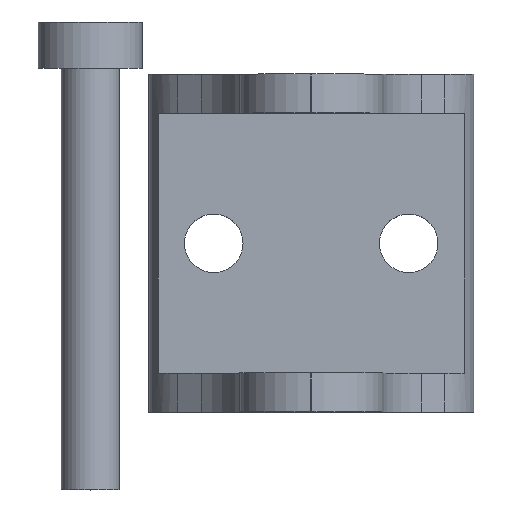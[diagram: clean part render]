
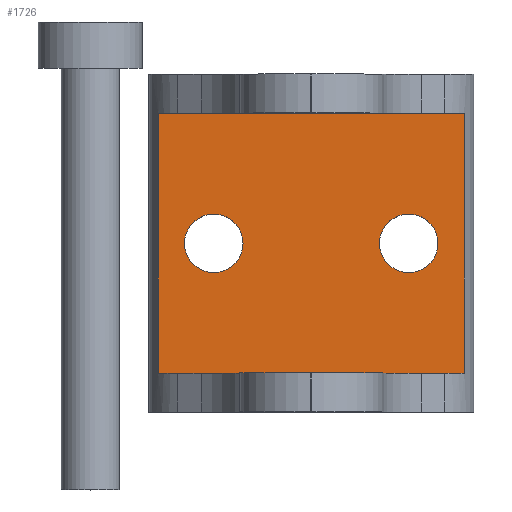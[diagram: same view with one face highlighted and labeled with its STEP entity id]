
A CAD part, top view. The second image highlights one B-rep face of the part: STEP entity #1726.
In plain terms, the highlighted planar face has unit normal (0, 0, 1).
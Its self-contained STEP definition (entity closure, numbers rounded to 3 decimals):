
#275 = CYLINDRICAL_SURFACE('',#276,6.);
#276 = AXIS2_PLACEMENT_3D('',#277,#278,#279);
#277 = CARTESIAN_POINT('',(19.,0.,0.134));
#278 = DIRECTION('',(0.,1.,0.));
#279 = DIRECTION('',(0.629,0.,0.778));
#388 = CYLINDRICAL_SURFACE('',#389,6.);
#389 = AXIS2_PLACEMENT_3D('',#390,#391,#392);
#390 = CARTESIAN_POINT('',(6.,0.,0.134));
#391 = DIRECTION('',(0.,1.,0.));
#392 = DIRECTION('',(-1.,0.,0.));
#732 = PLANE('',#733);
#733 = AXIS2_PLACEMENT_3D('',#734,#735,#736);
#734 = CARTESIAN_POINT('',(0.,3.,3.));
#735 = DIRECTION('',(0.,1.,0.));
#736 = DIRECTION('',(0.,0.,1.));
#879 = VERTEX_POINT('',#880);
#880 = CARTESIAN_POINT('',(24.271,23.,3.));
#895 = PLANE('',#896);
#896 = AXIS2_PLACEMENT_3D('',#897,#898,#899);
#897 = CARTESIAN_POINT('',(0.,23.,3.));
#898 = DIRECTION('',(0.,1.,0.));
#899 = DIRECTION('',(0.,0.,1.));
#907 = EDGE_CURVE('',#908,#879,#910,.T.);
#908 = VERTEX_POINT('',#909);
#909 = CARTESIAN_POINT('',(24.271,3.,3.));
#910 = SURFACE_CURVE('',#911,(#915,#921),.PCURVE_S1.);
#911 = LINE('',#912,#913);
#912 = CARTESIAN_POINT('',(24.271,0.,3.));
#913 = VECTOR('',#914,1.);
#914 = DIRECTION('',(0.,1.,0.));
#915 = PCURVE('',#275,#916);
#916 = DEFINITIONAL_REPRESENTATION('',(#917),#920);
#917 = B_SPLINE_CURVE_WITH_KNOTS('',1,(#918,#919),.UNSPECIFIED.,.F.,.F.,
  (2,2),(1.,25.),.PIECEWISE_BEZIER_KNOTS.);
#918 = CARTESIAN_POINT('',(0.393,1.));
#919 = CARTESIAN_POINT('',(0.393,25.));
#920 = ( GEOMETRIC_REPRESENTATION_CONTEXT(2) 
PARAMETRIC_REPRESENTATION_CONTEXT() REPRESENTATION_CONTEXT('2D SPACE',''
  ) );
#921 = PCURVE('',#922,#927);
#922 = PLANE('',#923);
#923 = AXIS2_PLACEMENT_3D('',#924,#925,#926);
#924 = CARTESIAN_POINT('',(0.,3.,3.));
#925 = DIRECTION('',(0.,0.,1.));
#926 = DIRECTION('',(1.,0.,0.));
#927 = DEFINITIONAL_REPRESENTATION('',(#928),#931);
#928 = B_SPLINE_CURVE_WITH_KNOTS('',1,(#929,#930),.UNSPECIFIED.,.F.,.F.,
  (2,2),(1.,25.),.PIECEWISE_BEZIER_KNOTS.);
#929 = CARTESIAN_POINT('',(24.271,-2.));
#930 = CARTESIAN_POINT('',(24.271,22.));
#931 = ( GEOMETRIC_REPRESENTATION_CONTEXT(2) 
PARAMETRIC_REPRESENTATION_CONTEXT() REPRESENTATION_CONTEXT('2D SPACE',''
  ) );
#1173 = CYLINDRICAL_SURFACE('',#1174,2.25);
#1174 = AXIS2_PLACEMENT_3D('',#1175,#1176,#1177);
#1175 = CARTESIAN_POINT('',(5.,13.,-1.));
#1176 = DIRECTION('',(0.,0.,1.));
#1177 = DIRECTION('',(1.,0.,0.));
#1208 = CYLINDRICAL_SURFACE('',#1209,2.25);
#1209 = AXIS2_PLACEMENT_3D('',#1210,#1211,#1212);
#1210 = CARTESIAN_POINT('',(20.,13.,-1.));
#1211 = DIRECTION('',(0.,0.,1.));
#1212 = DIRECTION('',(1.,0.,0.));
#1395 = VERTEX_POINT('',#1396);
#1396 = CARTESIAN_POINT('',(0.729,3.,3.));
#1418 = EDGE_CURVE('',#1395,#1419,#1421,.T.);
#1419 = VERTEX_POINT('',#1420);
#1420 = CARTESIAN_POINT('',(0.729,23.,3.));
#1421 = SURFACE_CURVE('',#1422,(#1426,#1432),.PCURVE_S1.);
#1422 = LINE('',#1423,#1424);
#1423 = CARTESIAN_POINT('',(0.729,0.,3.));
#1424 = VECTOR('',#1425,1.);
#1425 = DIRECTION('',(0.,1.,0.));
#1426 = PCURVE('',#388,#1427);
#1427 = DEFINITIONAL_REPRESENTATION('',(#1428),#1431);
#1428 = B_SPLINE_CURVE_WITH_KNOTS('',1,(#1429,#1430),.UNSPECIFIED.,.F.,
  .F.,(2,2),(1.,25.),.PIECEWISE_BEZIER_KNOTS.);
#1429 = CARTESIAN_POINT('',(0.498,1.));
#1430 = CARTESIAN_POINT('',(0.498,25.));
#1431 = ( GEOMETRIC_REPRESENTATION_CONTEXT(2) 
PARAMETRIC_REPRESENTATION_CONTEXT() REPRESENTATION_CONTEXT('2D SPACE',''
  ) );
#1432 = PCURVE('',#922,#1433);
#1433 = DEFINITIONAL_REPRESENTATION('',(#1434),#1437);
#1434 = B_SPLINE_CURVE_WITH_KNOTS('',1,(#1435,#1436),.UNSPECIFIED.,.F.,
  .F.,(2,2),(1.,25.),.PIECEWISE_BEZIER_KNOTS.);
#1435 = CARTESIAN_POINT('',(0.729,-2.));
#1436 = CARTESIAN_POINT('',(0.729,22.));
#1437 = ( GEOMETRIC_REPRESENTATION_CONTEXT(2) 
PARAMETRIC_REPRESENTATION_CONTEXT() REPRESENTATION_CONTEXT('2D SPACE',''
  ) );
#1692 = EDGE_CURVE('',#1395,#908,#1693,.T.);
#1693 = SURFACE_CURVE('',#1694,(#1698,#1705),.PCURVE_S1.);
#1694 = LINE('',#1695,#1696);
#1695 = CARTESIAN_POINT('',(0.,3.,3.));
#1696 = VECTOR('',#1697,1.);
#1697 = DIRECTION('',(1.,0.,0.));
#1698 = PCURVE('',#732,#1699);
#1699 = DEFINITIONAL_REPRESENTATION('',(#1700),#1704);
#1700 = LINE('',#1701,#1702);
#1701 = CARTESIAN_POINT('',(0.,0.));
#1702 = VECTOR('',#1703,1.);
#1703 = DIRECTION('',(0.,1.));
#1704 = ( GEOMETRIC_REPRESENTATION_CONTEXT(2) 
PARAMETRIC_REPRESENTATION_CONTEXT() REPRESENTATION_CONTEXT('2D SPACE',''
  ) );
#1705 = PCURVE('',#922,#1706);
#1706 = DEFINITIONAL_REPRESENTATION('',(#1707),#1711);
#1707 = LINE('',#1708,#1709);
#1708 = CARTESIAN_POINT('',(0.,0.));
#1709 = VECTOR('',#1710,1.);
#1710 = DIRECTION('',(1.,0.));
#1711 = ( GEOMETRIC_REPRESENTATION_CONTEXT(2) 
PARAMETRIC_REPRESENTATION_CONTEXT() REPRESENTATION_CONTEXT('2D SPACE',''
  ) );
#1726 = ADVANCED_FACE('',(#1727,#1753,#1779),#922,.T.);
#1727 = FACE_BOUND('',#1728,.T.);
#1728 = EDGE_LOOP('',(#1729,#1750,#1751,#1752));
#1729 = ORIENTED_EDGE('',*,*,#1730,.F.);
#1730 = EDGE_CURVE('',#1419,#879,#1731,.T.);
#1731 = SURFACE_CURVE('',#1732,(#1736,#1743),.PCURVE_S1.);
#1732 = LINE('',#1733,#1734);
#1733 = CARTESIAN_POINT('',(0.,23.,3.));
#1734 = VECTOR('',#1735,1.);
#1735 = DIRECTION('',(1.,0.,0.));
#1736 = PCURVE('',#922,#1737);
#1737 = DEFINITIONAL_REPRESENTATION('',(#1738),#1742);
#1738 = LINE('',#1739,#1740);
#1739 = CARTESIAN_POINT('',(0.,20.));
#1740 = VECTOR('',#1741,1.);
#1741 = DIRECTION('',(1.,0.));
#1742 = ( GEOMETRIC_REPRESENTATION_CONTEXT(2) 
PARAMETRIC_REPRESENTATION_CONTEXT() REPRESENTATION_CONTEXT('2D SPACE',''
  ) );
#1743 = PCURVE('',#895,#1744);
#1744 = DEFINITIONAL_REPRESENTATION('',(#1745),#1749);
#1745 = LINE('',#1746,#1747);
#1746 = CARTESIAN_POINT('',(0.,0.));
#1747 = VECTOR('',#1748,1.);
#1748 = DIRECTION('',(0.,1.));
#1749 = ( GEOMETRIC_REPRESENTATION_CONTEXT(2) 
PARAMETRIC_REPRESENTATION_CONTEXT() REPRESENTATION_CONTEXT('2D SPACE',''
  ) );
#1750 = ORIENTED_EDGE('',*,*,#1418,.F.);
#1751 = ORIENTED_EDGE('',*,*,#1692,.T.);
#1752 = ORIENTED_EDGE('',*,*,#907,.T.);
#1753 = FACE_BOUND('',#1754,.T.);
#1754 = EDGE_LOOP('',(#1755));
#1755 = ORIENTED_EDGE('',*,*,#1756,.F.);
#1756 = EDGE_CURVE('',#1757,#1757,#1759,.T.);
#1757 = VERTEX_POINT('',#1758);
#1758 = CARTESIAN_POINT('',(7.25,13.,3.));
#1759 = SURFACE_CURVE('',#1760,(#1765,#1772),.PCURVE_S1.);
#1760 = CIRCLE('',#1761,2.25);
#1761 = AXIS2_PLACEMENT_3D('',#1762,#1763,#1764);
#1762 = CARTESIAN_POINT('',(5.,13.,3.));
#1763 = DIRECTION('',(0.,0.,1.));
#1764 = DIRECTION('',(1.,0.,0.));
#1765 = PCURVE('',#922,#1766);
#1766 = DEFINITIONAL_REPRESENTATION('',(#1767),#1771);
#1767 = CIRCLE('',#1768,2.25);
#1768 = AXIS2_PLACEMENT_2D('',#1769,#1770);
#1769 = CARTESIAN_POINT('',(5.,10.));
#1770 = DIRECTION('',(1.,0.));
#1771 = ( GEOMETRIC_REPRESENTATION_CONTEXT(2) 
PARAMETRIC_REPRESENTATION_CONTEXT() REPRESENTATION_CONTEXT('2D SPACE',''
  ) );
#1772 = PCURVE('',#1173,#1773);
#1773 = DEFINITIONAL_REPRESENTATION('',(#1774),#1778);
#1774 = LINE('',#1775,#1776);
#1775 = CARTESIAN_POINT('',(0.,4.));
#1776 = VECTOR('',#1777,1.);
#1777 = DIRECTION('',(1.,0.));
#1778 = ( GEOMETRIC_REPRESENTATION_CONTEXT(2) 
PARAMETRIC_REPRESENTATION_CONTEXT() REPRESENTATION_CONTEXT('2D SPACE',''
  ) );
#1779 = FACE_BOUND('',#1780,.T.);
#1780 = EDGE_LOOP('',(#1781));
#1781 = ORIENTED_EDGE('',*,*,#1782,.F.);
#1782 = EDGE_CURVE('',#1783,#1783,#1785,.T.);
#1783 = VERTEX_POINT('',#1784);
#1784 = CARTESIAN_POINT('',(22.25,13.,3.));
#1785 = SURFACE_CURVE('',#1786,(#1791,#1798),.PCURVE_S1.);
#1786 = CIRCLE('',#1787,2.25);
#1787 = AXIS2_PLACEMENT_3D('',#1788,#1789,#1790);
#1788 = CARTESIAN_POINT('',(20.,13.,3.));
#1789 = DIRECTION('',(0.,0.,1.));
#1790 = DIRECTION('',(1.,0.,0.));
#1791 = PCURVE('',#922,#1792);
#1792 = DEFINITIONAL_REPRESENTATION('',(#1793),#1797);
#1793 = CIRCLE('',#1794,2.25);
#1794 = AXIS2_PLACEMENT_2D('',#1795,#1796);
#1795 = CARTESIAN_POINT('',(20.,10.));
#1796 = DIRECTION('',(1.,0.));
#1797 = ( GEOMETRIC_REPRESENTATION_CONTEXT(2) 
PARAMETRIC_REPRESENTATION_CONTEXT() REPRESENTATION_CONTEXT('2D SPACE',''
  ) );
#1798 = PCURVE('',#1208,#1799);
#1799 = DEFINITIONAL_REPRESENTATION('',(#1800),#1804);
#1800 = LINE('',#1801,#1802);
#1801 = CARTESIAN_POINT('',(0.,4.));
#1802 = VECTOR('',#1803,1.);
#1803 = DIRECTION('',(1.,0.));
#1804 = ( GEOMETRIC_REPRESENTATION_CONTEXT(2) 
PARAMETRIC_REPRESENTATION_CONTEXT() REPRESENTATION_CONTEXT('2D SPACE',''
  ) );
